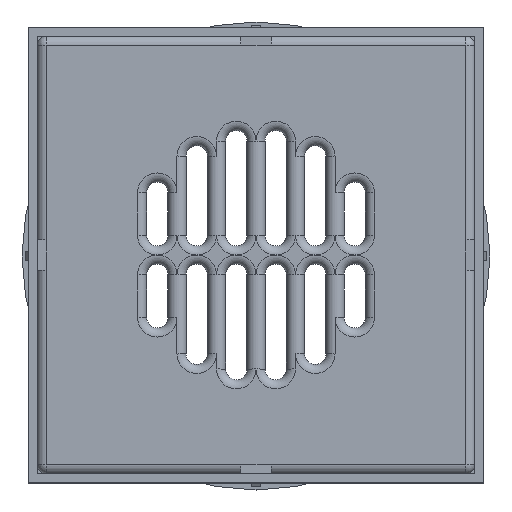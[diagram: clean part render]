
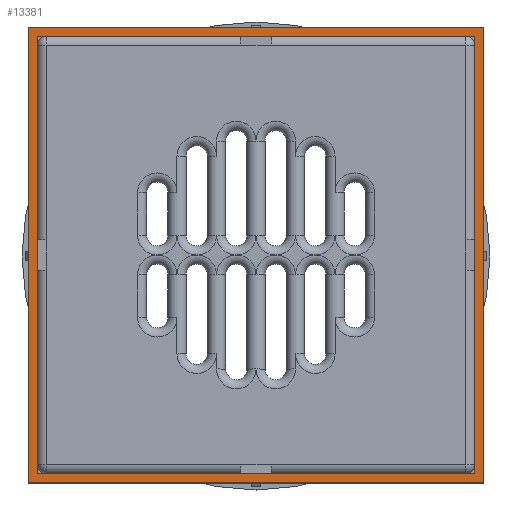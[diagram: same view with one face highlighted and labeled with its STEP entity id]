
A CAD part, top view. The second image highlights one B-rep face of the part: STEP entity #13381.
In plain terms, the highlighted planar face has unit normal (0, 0, 1).
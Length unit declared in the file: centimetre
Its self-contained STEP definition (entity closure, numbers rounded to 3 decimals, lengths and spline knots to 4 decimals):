
#532=FACE_BOUND('',#2431,.T.);
#820=PLANE('',#16834);
#1502=FACE_OUTER_BOUND('',#2430,.T.);
#2430=EDGE_LOOP('',(#11295,#11296,#11297,#11298));
#2431=EDGE_LOOP('',(#11299,#11300,#11301,#11302));
#5143=VERTEX_POINT('',#32786);
#5144=VERTEX_POINT('',#32787);
#5147=VERTEX_POINT('',#32795);
#5148=VERTEX_POINT('',#32796);
#5149=VERTEX_POINT('',#32798);
#5150=VERTEX_POINT('',#32800);
#5151=VERTEX_POINT('',#32803);
#5152=VERTEX_POINT('',#32805);
#7233=EDGE_CURVE('',#5143,#5144,#14434,.T.);
#7237=EDGE_CURVE('',#5147,#5148,#14438,.T.);
#7238=EDGE_CURVE('',#5148,#5149,#14439,.T.);
#7239=EDGE_CURVE('',#5149,#5150,#14440,.T.);
#7240=EDGE_CURVE('',#5150,#5147,#14441,.T.);
#7241=EDGE_CURVE('',#5151,#5143,#14442,.T.);
#7242=EDGE_CURVE('',#5144,#5152,#14443,.T.);
#7243=EDGE_CURVE('',#5152,#5151,#14444,.T.);
#11295=ORIENTED_EDGE('',*,*,#7237,.T.);
#11296=ORIENTED_EDGE('',*,*,#7238,.T.);
#11297=ORIENTED_EDGE('',*,*,#7239,.T.);
#11298=ORIENTED_EDGE('',*,*,#7240,.T.);
#11299=ORIENTED_EDGE('',*,*,#7241,.T.);
#11300=ORIENTED_EDGE('',*,*,#7233,.T.);
#11301=ORIENTED_EDGE('',*,*,#7242,.T.);
#11302=ORIENTED_EDGE('',*,*,#7243,.T.);
#13381=ADVANCED_FACE('',(#1502,#532),#820,.T.);
#14434=LINE('',#32788,#15528);
#14438=LINE('',#32797,#15532);
#14439=LINE('',#32799,#15533);
#14440=LINE('',#32801,#15534);
#14441=LINE('',#32802,#15535);
#14442=LINE('',#32804,#15536);
#14443=LINE('',#32806,#15537);
#14444=LINE('',#32807,#15538);
#15528=VECTOR('',#20100,1.);
#15532=VECTOR('',#20106,10.);
#15533=VECTOR('',#20107,10.);
#15534=VECTOR('',#20108,10.);
#15535=VECTOR('',#20109,10.);
#15536=VECTOR('',#20110,1.);
#15537=VECTOR('',#20111,1.);
#15538=VECTOR('',#20112,1.);
#16834=AXIS2_PLACEMENT_3D('',#32794,#20104,#20105);
#20100=DIRECTION('',(-1.,0.,0.));
#20104=DIRECTION('center_axis',(0.,0.,
1.));
#20105=DIRECTION('ref_axis',(0.,-1.,0.));
#20106=DIRECTION('',(-1.,0.,0.));
#20107=DIRECTION('',(0.,-1.,0.));
#20108=DIRECTION('',(1.,0.,0.));
#20109=DIRECTION('',(0.,1.,0.));
#20110=DIRECTION('',(0.,-1.,0.));
#20111=DIRECTION('',(0.,1.,0.));
#20112=DIRECTION('',(1.,0.,0.));
#32786=CARTESIAN_POINT('',(72.,-72.,220.));
#32787=CARTESIAN_POINT('',(-72.,-72.,220.));
#32788=CARTESIAN_POINT('',(0.,-72.,220.));
#32794=CARTESIAN_POINT('Origin',(0.,0.,
220.));
#32795=CARTESIAN_POINT('',(75.,75.,220.));
#32796=CARTESIAN_POINT('',(-75.,75.,220.));
#32797=CARTESIAN_POINT('',(75.,75.,220.));
#32798=CARTESIAN_POINT('',(-75.,-75.,220.));
#32799=CARTESIAN_POINT('',(-75.,75.,220.));
#32800=CARTESIAN_POINT('',(75.,-75.,220.));
#32801=CARTESIAN_POINT('',(-75.,-75.,220.));
#32802=CARTESIAN_POINT('',(75.,-75.,220.));
#32803=CARTESIAN_POINT('',(72.,72.,220.));
#32804=CARTESIAN_POINT('',(72.,-35.875,220.));
#32805=CARTESIAN_POINT('',(-72.,72.,220.));
#32806=CARTESIAN_POINT('',(-72.,-35.875,220.));
#32807=CARTESIAN_POINT('',(0.0625,72.,220.));
